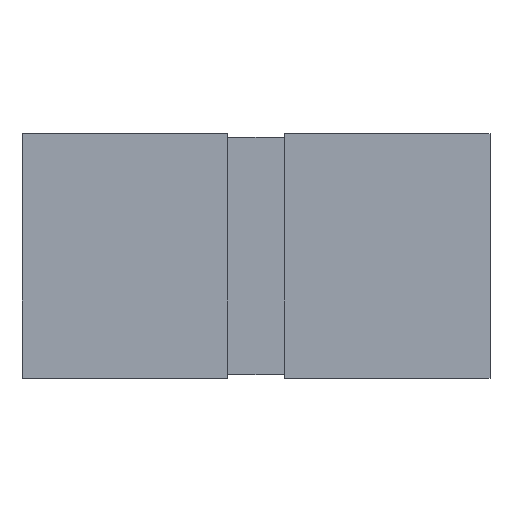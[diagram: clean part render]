
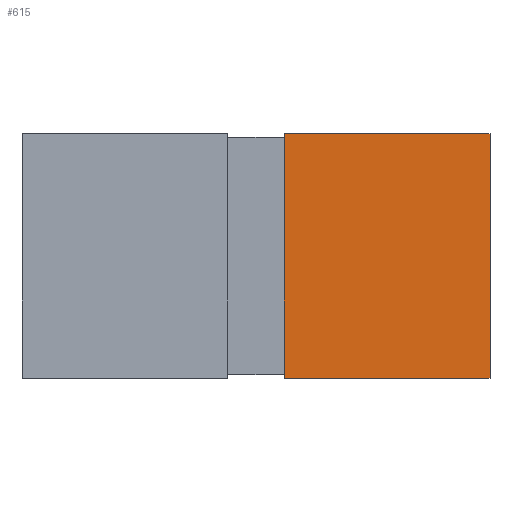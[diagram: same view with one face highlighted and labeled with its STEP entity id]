
A CAD part, top view. The second image highlights one B-rep face of the part: STEP entity #615.
In plain terms, the highlighted planar face has unit normal (0, 0, 1).
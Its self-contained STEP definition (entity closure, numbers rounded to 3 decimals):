
#391=CARTESIAN_POINT('',(2.629,-1.372,0.559));
#390=VERTEX_POINT('',#391);
#401=CARTESIAN_POINT('',(0.318,-1.372,0.559));
#400=VERTEX_POINT('',#401);
#399=EDGE_CURVE('',#400,#390,#404,.T.);
#404=LINE('',#401,#406);
#406=VECTOR('',#407,2.311);
#407=DIRECTION('',(1.0,0.0,0.0));
#440=CARTESIAN_POINT('',(2.629,1.372,0.559));
#439=VERTEX_POINT('',#440);
#448=EDGE_CURVE('',#390,#439,#453,.T.);
#453=LINE('',#391,#455);
#455=VECTOR('',#456,2.743);
#456=DIRECTION('',(0.0,1.0,0.0));
#489=CARTESIAN_POINT('',(0.318,1.372,0.559));
#488=VERTEX_POINT('',#489);
#497=EDGE_CURVE('',#439,#488,#502,.T.);
#502=LINE('',#440,#504);
#504=VECTOR('',#505,2.311);
#505=DIRECTION('',(-1.0,0.0,0.0));
#546=EDGE_CURVE('',#488,#400,#551,.T.);
#551=LINE('',#489,#553);
#553=VECTOR('',#554,2.743);
#554=DIRECTION('',(0.0,-1.0,0.0));
#615=ADVANCED_FACE('',(#621),#616,.T.);
#616=PLANE('',#617);
#617=AXIS2_PLACEMENT_3D('',#618,#619,#620);
#618=CARTESIAN_POINT('',(0.318,-1.372,0.559));
#619=DIRECTION('',(0.0,0.0,1.0));
#620=DIRECTION('',(0.,1.,0.));
#621=FACE_OUTER_BOUND('',#622,.T.);
#622=EDGE_LOOP('',(#623,#633,#643,#653));
#623=ORIENTED_EDGE('',*,*,#399,.T.);
#633=ORIENTED_EDGE('',*,*,#448,.T.);
#643=ORIENTED_EDGE('',*,*,#497,.T.);
#653=ORIENTED_EDGE('',*,*,#546,.T.);
